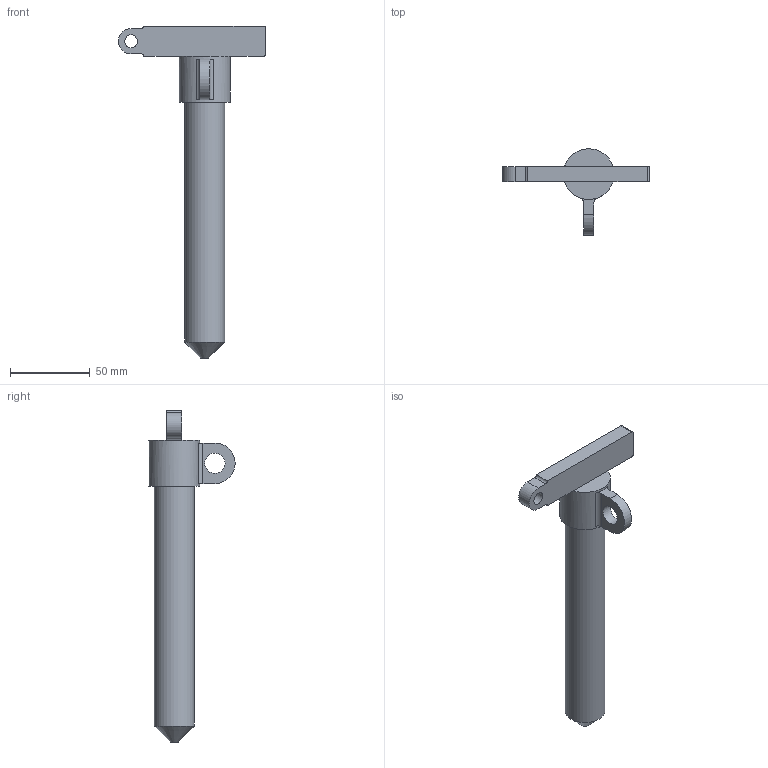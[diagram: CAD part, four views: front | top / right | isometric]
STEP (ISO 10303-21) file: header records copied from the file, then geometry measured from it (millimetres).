
FILE_DESCRIPTION(/* description */ ('SAFETY PIN'),/* implementation_level */ '2;1');
FILE_NAME(/* name */ 'ASC0150.stp',/* time_stamp */ '2019-12-03T18:34:56-05:00',/* author */ ('E&E CP'),/* organization */ (''),/* preprocessor_version */ 'ST-DEVELOPER v17',/* originating_system */ 'Autodesk Inventor 2018',/* authorisation */ '');
FILE_SCHEMA (('AUTOMOTIVE_DESIGN { 1 0 10303 214 3 1 1 }'));
Length unit declared in the file: millimetre
Products named in the file (1): ASC0150
Bounding box: 92.08 x 53.98 x 207.62 mm (x, y, z)
Volume: 116191.6 mm3; surface area: 22521.3 mm2
Topology: 1 solids, 1 shells, 31 faces, 81 edges, 54 vertices
Faces by surface type: plane 18, cylinder 12, cone 1
Full cylindrical faces by diameter (mm): 7.938 x1, 12.7 x1, 25 x1, 31.75 x1
Entity records: 1055 total; most frequent: DIRECTION 181, CARTESIAN_POINT 167, ORIENTED_EDGE 162, EDGE_CURVE 81, AXIS2_PLACEMENT_3D 68, VERTEX_POINT 54, LINE 45, VECTOR 45
